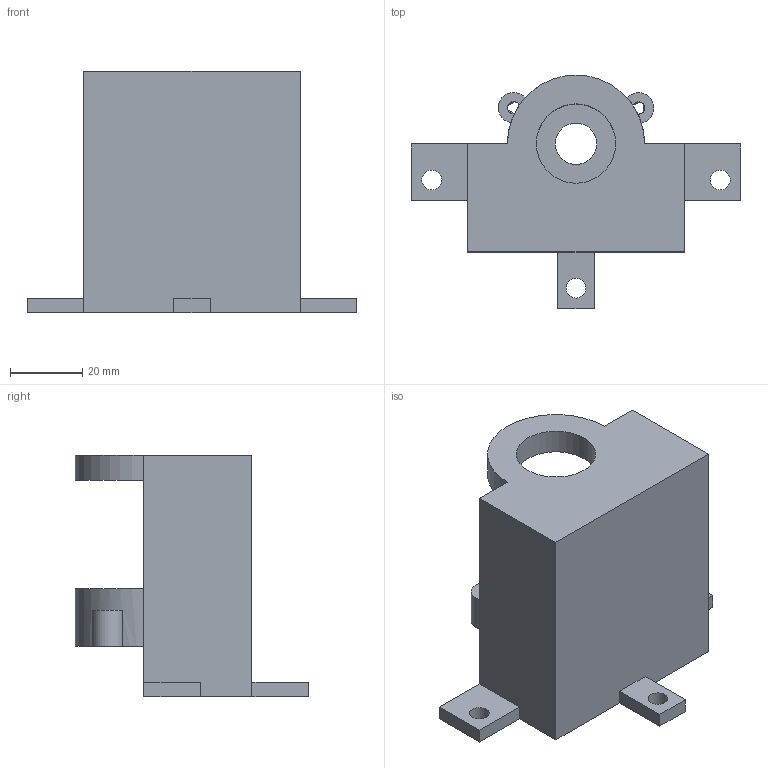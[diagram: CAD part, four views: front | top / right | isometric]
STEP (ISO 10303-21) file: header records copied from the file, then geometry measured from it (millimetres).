
FILE_DESCRIPTION(('FreeCAD Model'),'2;1');
FILE_NAME('Open CASCADE Shape Model','2025-11-22T20:19:30',(''),(''), 'Open CASCADE STEP processor 7.8','FreeCAD','Unknown');
FILE_SCHEMA(('AUTOMOTIVE_DESIGN { 1 0 10303 214 1 1 1 1 }'));
Length unit declared in the file: millimetre
Products named in the file (1): main_body
Bounding box: 91.5 x 64.75 x 67 mm (x, y, z)
Volume: 110348.2 mm3; surface area: 23248.5 mm2
Topology: 1 solids, 1 shells, 71 faces, 227 edges, 159 vertices
Faces by surface type: plane 32, cylinder 26, cone 13
Full cylindrical faces by diameter (mm): 3.4 x3, 5.5 x3, 11.5 x1, 22 x3
Entity records: 7231 total; most frequent: CARTESIAN_POINT 2796, DIRECTION 834, ORIENTED_EDGE 452, PCURVE 452, DEFINITIONAL_REPRESENTATION 452, LINE 434, VECTOR 434, EDGE_CURVE 226
